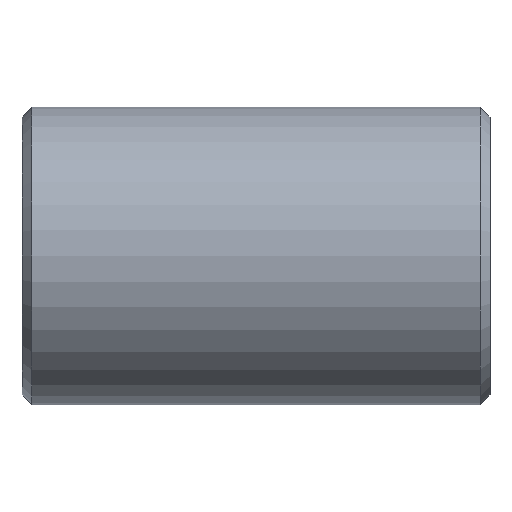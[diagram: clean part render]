
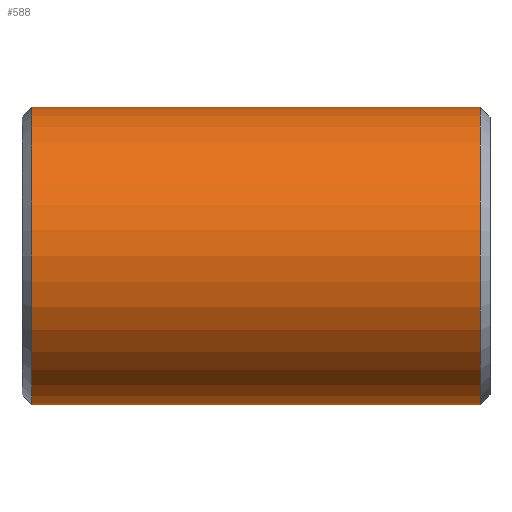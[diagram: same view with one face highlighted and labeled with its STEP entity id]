
A CAD part, front view. The second image highlights one B-rep face of the part: STEP entity #588.
In plain terms, the highlighted cylindrical face has radius 177.8 mm (diameter 355.6 mm), a partial arc.
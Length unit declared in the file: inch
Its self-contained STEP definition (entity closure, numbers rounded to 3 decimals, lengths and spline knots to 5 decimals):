
#28 = CARTESIAN_POINT ( 'NONE',  ( -10.53133, 0., 7. ) ) ;
#32 = EDGE_CURVE ( 'NONE', #541, #545, #126, .T. ) ;
#77 = ORIENTED_EDGE ( 'NONE', *, *, #321, .F. ) ;
#126 = CIRCLE ( 'NONE', #808, 7. ) ;
#189 = CARTESIAN_POINT ( 'NONE',  ( 10.53133, 0., 7. ) ) ;
#199 = DIRECTION ( 'NONE',  ( -1., 0., 0. ) ) ;
#237 = FACE_OUTER_BOUND ( 'NONE', #658, .T. ) ;
#272 = CARTESIAN_POINT ( 'NONE',  ( 10.53133, 0., 0. ) ) ;
#277 = DIRECTION ( 'NONE',  ( 0., 0., -1. ) ) ;
#290 = CARTESIAN_POINT ( 'NONE',  ( -10.53133, 0., -7. ) ) ;
#304 = ORIENTED_EDGE ( 'NONE', *, *, #540, .T. ) ;
#321 = EDGE_CURVE ( 'NONE', #541, #680, #836, .T. ) ;
#333 = DIRECTION ( 'NONE',  ( -1., 0., 0. ) ) ;
#385 = VERTEX_POINT ( 'NONE', #28 ) ;
#459 = CIRCLE ( 'NONE', #553, 7. ) ;
#465 = DIRECTION ( 'NONE',  ( -1., 0., 0. ) ) ;
#471 = ORIENTED_EDGE ( 'NONE', *, *, #32, .T. ) ;
#505 = DIRECTION ( 'NONE',  ( -1., 0., 0. ) ) ;
#506 = AXIS2_PLACEMENT_3D ( 'NONE', #683, #465, #772 ) ;
#526 = EDGE_CURVE ( 'NONE', #545, #385, #637, .T. ) ;
#529 = ORIENTED_EDGE ( 'NONE', *, *, #526, .T. ) ;
#540 = EDGE_CURVE ( 'NONE', #385, #680, #459, .T. ) ;
#541 = VERTEX_POINT ( 'NONE', #866 ) ;
#545 = VERTEX_POINT ( 'NONE', #189 ) ;
#553 = AXIS2_PLACEMENT_3D ( 'NONE', #554, #876, #652 ) ;
#554 = CARTESIAN_POINT ( 'NONE',  ( -10.53133, 0., 0. ) ) ;
#560 = CARTESIAN_POINT ( 'NONE',  ( 11., 0., 7. ) ) ;
#588 = ADVANCED_FACE ( 'NONE', ( #237 ), #839, .T. ) ;
#637 = LINE ( 'NONE', #560, #764 ) ;
#652 = DIRECTION ( 'NONE',  ( 0., 0., 1. ) ) ;
#658 = EDGE_LOOP ( 'NONE', ( #77, #471, #529, #304 ) ) ;
#680 = VERTEX_POINT ( 'NONE', #290 ) ;
#683 = CARTESIAN_POINT ( 'NONE',  ( 11., 0., 0. ) ) ;
#697 = VECTOR ( 'NONE', #505, 39.37008 ) ;
#743 = CARTESIAN_POINT ( 'NONE',  ( 11., 0., -7. ) ) ;
#764 = VECTOR ( 'NONE', #199, 39.37008 ) ;
#772 = DIRECTION ( 'NONE',  ( 0., 0., 1. ) ) ;
#808 = AXIS2_PLACEMENT_3D ( 'NONE', #272, #333, #277 ) ;
#836 = LINE ( 'NONE', #743, #697 ) ;
#839 = CYLINDRICAL_SURFACE ( 'NONE', #506, 7. ) ;
#866 = CARTESIAN_POINT ( 'NONE',  ( 10.53133, 0., -7. ) ) ;
#876 = DIRECTION ( 'NONE',  ( 1., 0., 0. ) ) ;
